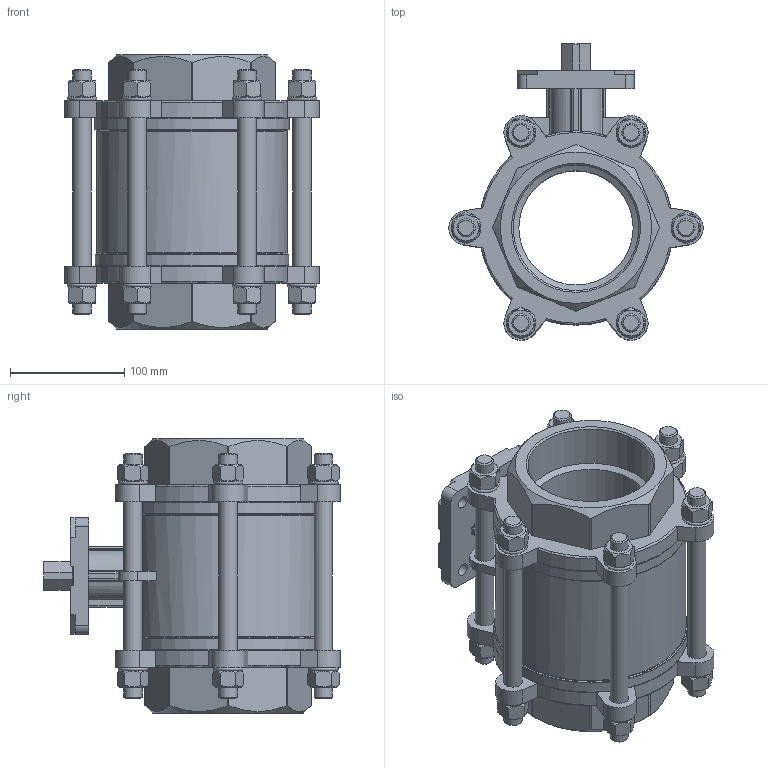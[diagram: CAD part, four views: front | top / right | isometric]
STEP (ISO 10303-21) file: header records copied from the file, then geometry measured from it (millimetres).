
FILE_DESCRIPTION(/* description */ ('STEP AP214'),/* implementation_level */ '2;1');
FILE_NAME(/* name */ '1686654_VZBA-4-GG-63-T-22-F10-V4V4T',/* time_stamp */ '2024-09-18T00:41:38+02:00',/* author */ ('License CC BY-ND 4.0'),/* organization */ ('CADENAS'),/* preprocessor_version */ 'ST-DEVELOPER v19.3',/* originating_system */ 'PARTsolutions',/* authorisation */ ' ');
FILE_SCHEMA (('AUTOMOTIVE_DESIGN {1 0 10303 214 3 1 1}'));
Length unit declared in the file: millimetre
Products named in the file (1): 1686654 VZBA-4''-GG-63-T-22-F10-V4V4T
Bounding box: 222.4 x 259.83 x 240 mm (x, y, z)
Volume: 3385350.9 mm3; surface area: 369266.9 mm2
Topology: 1 solids, 1 shells, 407 faces, 1046 edges, 685 vertices
Faces by surface type: plane 214, cylinder 114, cone 51, torus 28
Full cylindrical faces by diameter (mm): 11 x4, 16 x18, 17 x14, 29 x1, 100 x1, 110.072 x2, 167 x1, 170 x1
Entity records: 12514 total; most frequent: CARTESIAN_POINT 3361, ORIENTED_EDGE 1816, DIRECTION 1774, EDGE_CURVE 908, AXIS2_PLACEMENT_3D 688, VERTEX_POINT 651, EDGE_LOOP 581, FACE_BOUND 581
